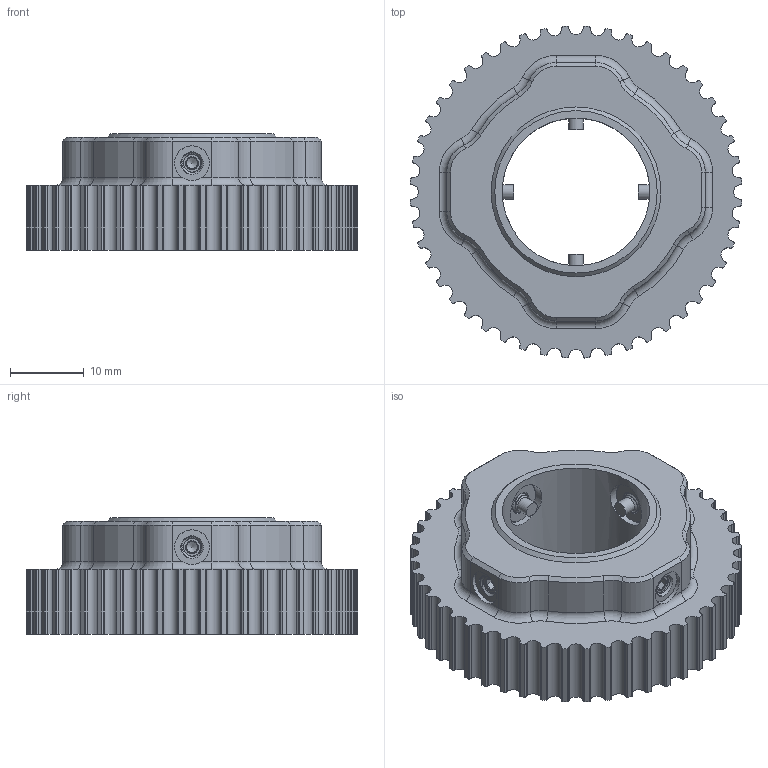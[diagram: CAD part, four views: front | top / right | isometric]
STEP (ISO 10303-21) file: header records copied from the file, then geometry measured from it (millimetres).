
FILE_DESCRIPTION(/* description */ (''),/* implementation_level */ '2;1');
FILE_NAME(/* name */ 'StanfordDoggoOuterBigPulley.step',/* time_stamp */ '2019-09-16T12:54:01-07:00',/* author */ (''),/* organization */ (''),/* preprocessor_version */ 'ST-DEVELOPER v18',/* originating_system */ 'Autodesk Translation Framework v8.6.0.1094',/* authorisation */ '');
FILE_SCHEMA (('AUTOMOTIVE_DESIGN { 1 0 10303 214 3 1 1 }'));
Length unit declared in the file: millimetre
Products named in the file (3): Rev 2SDP_a_6a53m048nf0908; 94180A333; 92905A056
Assembly tree (8 placements, depth 2):
  Rev 2SDP_a_6a53m048nf0908
    94180A333  x4
    92905A056  x4
Bounding box: 44.94 x 44.94 x 15.8 mm (x, y, z)
Volume: 13978 mm3; surface area: 7555.7 mm2
Topology: 9 solids, 9 shells, 1623 faces, 4687 edges, 3103 vertices
Faces by surface type: cylinder 833, bspline 592, plane 101, cone 77, torus 20
Full cylindrical faces by diameter (mm): 2 x4, 2.35 x84, 3 x88, 4.699 x4, 4.7 x8, 4.83 x4, 5.56 x4, 6 x4, 20 x1
Entity records: 28636 total; most frequent: CARTESIAN_POINT 10777, ORIENTED_EDGE 3972, DIRECTION 3785, EDGE_CURVE 1986, AXIS2_PLACEMENT_3D 1562, VERTEX_POINT 1309, CIRCLE 904, EDGE_LOOP 709
